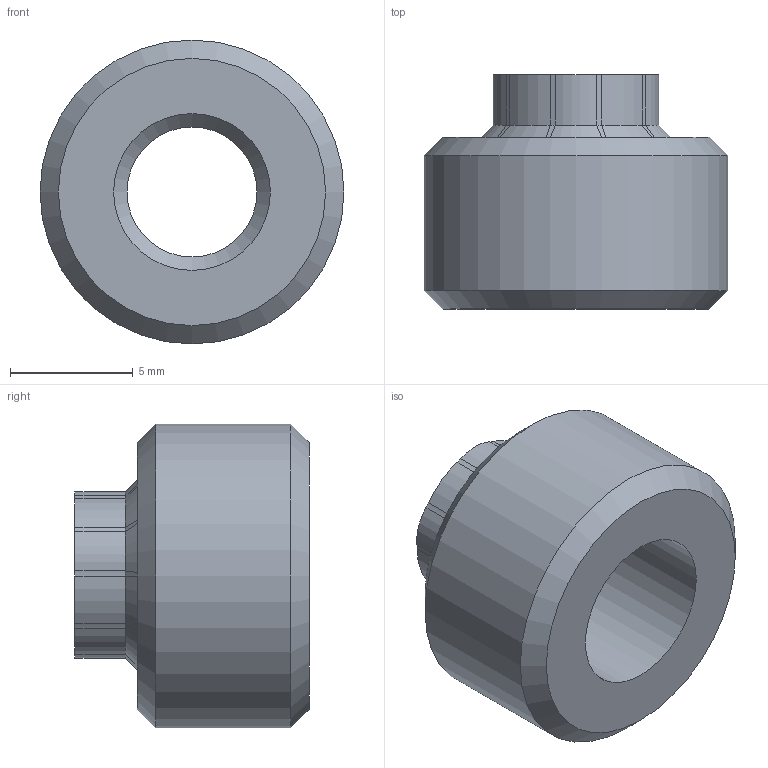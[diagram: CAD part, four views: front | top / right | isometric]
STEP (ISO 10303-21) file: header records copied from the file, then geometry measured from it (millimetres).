
FILE_DESCRIPTION(/* description */ (''),/* implementation_level */ '2;1');
FILE_NAME(/* name */ 'Bottom Bolt Insert.stp',/* time_stamp */ '2024-09-22T09:42:28-05:00',/* author */ (''),/* organization */ (''),/* preprocessor_version */ 'ST-DEVELOPER v20',/* originating_system */ 'Autodesk Translation Framework v13.20.0.188',/* authorisation */ '');
FILE_SCHEMA (('AUTOMOTIVE_DESIGN { 1 0 10303 214 3 1 1 }'));
Length unit declared in the file: millimetre
Products named in the file (1): Insert
Bounding box: 12.4 x 9.55 x 12.4 mm (x, y, z)
Volume: 640.1 mm3; surface area: 659.1 mm2
Topology: 1 solids, 1 shells, 49 faces, 114 edges, 68 vertices
Faces by surface type: cone 23, cylinder 23, plane 3
Full cylindrical faces by diameter (mm): 5.3 x1, 6.4 x1, 12.4 x1
Entity records: 1448 total; most frequent: DIRECTION 282, CARTESIAN_POINT 232, ORIENTED_EDGE 228, AXIS2_PLACEMENT_3D 118, EDGE_CURVE 114, CIRCLE 68, VERTEX_POINT 68, EDGE_LOOP 52
